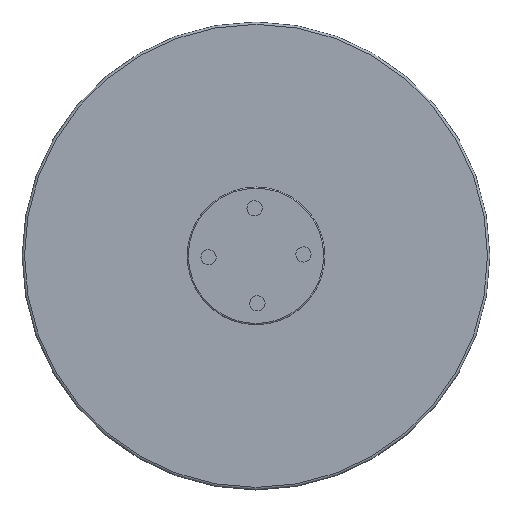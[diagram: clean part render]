
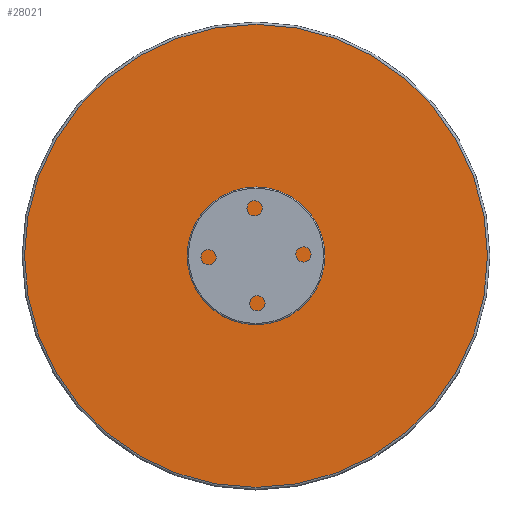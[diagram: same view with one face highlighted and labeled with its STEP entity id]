
A CAD part, top view. The second image highlights one B-rep face of the part: STEP entity #28021.
In plain terms, the highlighted planar face has unit normal (0, 0, 1).
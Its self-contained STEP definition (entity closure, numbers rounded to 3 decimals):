
#2014=PLANE('',#29770);
#3029=FACE_OUTER_BOUND('',#4559,.T.);
#4559=EDGE_LOOP('',(#19528));
#11837=CIRCLE('',#29765,48.75);
#12682=VERTEX_POINT('',#39803);
#15381=EDGE_CURVE('',#12682,#12682,#11837,.T.);
#19528=ORIENTED_EDGE('',*,*,#15381,.F.);
#28021=ADVANCED_FACE('',(#3029),#2014,.T.);
#29765=AXIS2_PLACEMENT_3D('',#39804,#32208,#32209);
#29770=AXIS2_PLACEMENT_3D('',#39812,#32219,#32220);
#32208=DIRECTION('center_axis',(0.,0.,-1.));
#32209=DIRECTION('ref_axis',(1.,0.,0.));
#32219=DIRECTION('center_axis',(0.,0.,1.));
#32220=DIRECTION('ref_axis',(1.,0.,0.));
#39803=CARTESIAN_POINT('',(-48.75,0.,29.1));
#39804=CARTESIAN_POINT('Origin',(0.,0.,29.1));
#39812=CARTESIAN_POINT('Origin',(0.,0.,29.1));
